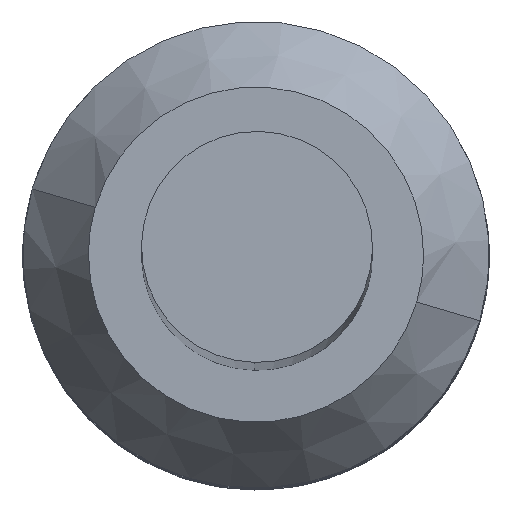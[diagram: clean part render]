
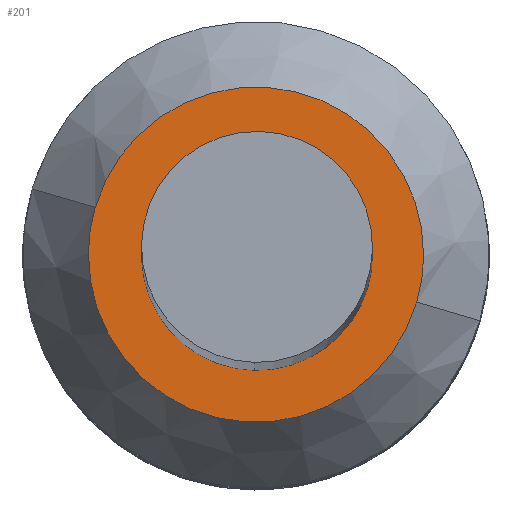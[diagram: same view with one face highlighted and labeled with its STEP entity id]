
A CAD part, top view. The second image highlights one B-rep face of the part: STEP entity #201.
In plain terms, the highlighted planar face has unit normal (0, 0, 1).
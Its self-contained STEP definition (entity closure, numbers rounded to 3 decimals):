
#78=AXIS2_PLACEMENT_3D('Circle Axis2P3D',#76,#77,$) ;
#118=AXIS2_PLACEMENT_3D('Circle Axis2P3D',#116,#117,$) ;
#133=AXIS2_PLACEMENT_3D('Plane Axis2P3D',#130,#131,#132) ;
#73=CARTESIAN_POINT('Vertex',(5.111,2.598,33.7)) ;
#76=CARTESIAN_POINT('Axis2P3D Location',(5.173,5.147,33.7)) ;
#80=CARTESIAN_POINT('Vertex',(7.619,4.427,33.7)) ;
#84=CARTESIAN_POINT('Control Point',(5.234,7.696,33.7)) ;
#85=CARTESIAN_POINT('Control Point',(6.169,7.674,33.7)) ;
#86=CARTESIAN_POINT('Control Point',(7.095,7.225,33.7)) ;
#87=CARTESIAN_POINT('Control Point',(7.738,6.343,33.7)) ;
#88=CARTESIAN_POINT('Control Point',(7.883,5.324,33.7)) ;
#89=CARTESIAN_POINT('Control Point',(7.619,4.427,33.7)) ;
#90=CARTESIAN_POINT('Vertex',(5.234,7.696,33.7)) ;
#108=CARTESIAN_POINT('Control Point',(2.726,5.866,33.7)) ;
#109=CARTESIAN_POINT('Control Point',(2.962,6.667,33.7)) ;
#110=CARTESIAN_POINT('Control Point',(3.551,7.369,33.7)) ;
#111=CARTESIAN_POINT('Control Point',(4.4,7.716,33.7)) ;
#112=CARTESIAN_POINT('Control Point',(5.234,7.696,33.7)) ;
#113=CARTESIAN_POINT('Vertex',(2.726,5.866,33.7)) ;
#116=CARTESIAN_POINT('Axis2P3D Location',(5.173,5.147,33.7)) ;
#130=CARTESIAN_POINT('Axis2P3D Location',(4.106,1.6,33.7)) ;
#136=CARTESIAN_POINT('Control Point',(8.7,4.105,33.7)) ;
#137=CARTESIAN_POINT('Control Point',(8.593,3.744,33.7)) ;
#138=CARTESIAN_POINT('Control Point',(8.441,3.396,33.7)) ;
#139=CARTESIAN_POINT('Control Point',(8.245,3.069,33.7)) ;
#140=CARTESIAN_POINT('Control Point',(7.774,2.473,33.7)) ;
#141=CARTESIAN_POINT('Control Point',(7.168,2.014,33.7)) ;
#142=CARTESIAN_POINT('Control Point',(6.837,1.824,33.7)) ;
#143=CARTESIAN_POINT('Control Point',(6.135,1.533,33.7)) ;
#144=CARTESIAN_POINT('Control Point',(5.383,1.428,33.7)) ;
#145=CARTESIAN_POINT('Control Point',(5.002,1.423,33.7)) ;
#146=CARTESIAN_POINT('Control Point',(4.247,1.512,33.7)) ;
#147=CARTESIAN_POINT('Control Point',(3.538,1.787,33.7)) ;
#148=CARTESIAN_POINT('Control Point',(3.204,1.969,33.7)) ;
#149=CARTESIAN_POINT('Control Point',(2.588,2.414,33.7)) ;
#150=CARTESIAN_POINT('Control Point',(2.103,3.,33.7)) ;
#151=CARTESIAN_POINT('Control Point',(1.9,3.322,33.7)) ;
#152=CARTESIAN_POINT('Control Point',(1.579,4.011,33.7)) ;
#153=CARTESIAN_POINT('Control Point',(1.442,4.758,33.7)) ;
#154=CARTESIAN_POINT('Control Point',(1.421,5.139,33.7)) ;
#155=CARTESIAN_POINT('Control Point',(1.454,5.581,33.7)) ;
#156=CARTESIAN_POINT('Control Point',(1.551,6.011,33.7)) ;
#157=CARTESIAN_POINT('Control Point',(1.566,6.072,33.7)) ;
#158=CARTESIAN_POINT('Control Point',(1.583,6.133,33.7)) ;
#159=CARTESIAN_POINT('Control Point',(1.6,6.193,33.7)) ;
#160=CARTESIAN_POINT('Vertex',(8.7,4.105,33.7)) ;
#162=CARTESIAN_POINT('Vertex',(1.6,6.193,33.7)) ;
#166=CARTESIAN_POINT('Control Point',(1.6,6.193,33.7)) ;
#167=CARTESIAN_POINT('Control Point',(1.707,6.555,33.7)) ;
#168=CARTESIAN_POINT('Control Point',(1.859,6.903,33.7)) ;
#169=CARTESIAN_POINT('Control Point',(2.055,7.23,33.7)) ;
#170=CARTESIAN_POINT('Control Point',(2.526,7.826,33.7)) ;
#171=CARTESIAN_POINT('Control Point',(3.132,8.285,33.7)) ;
#172=CARTESIAN_POINT('Control Point',(3.463,8.475,33.7)) ;
#173=CARTESIAN_POINT('Control Point',(4.165,8.766,33.7)) ;
#174=CARTESIAN_POINT('Control Point',(4.917,8.871,33.7)) ;
#175=CARTESIAN_POINT('Control Point',(5.298,8.875,33.7)) ;
#176=CARTESIAN_POINT('Control Point',(6.053,8.787,33.7)) ;
#177=CARTESIAN_POINT('Control Point',(6.762,8.512,33.7)) ;
#178=CARTESIAN_POINT('Control Point',(7.096,8.33,33.7)) ;
#179=CARTESIAN_POINT('Control Point',(7.712,7.885,33.7)) ;
#180=CARTESIAN_POINT('Control Point',(8.197,7.299,33.7)) ;
#181=CARTESIAN_POINT('Control Point',(8.4,6.977,33.7)) ;
#182=CARTESIAN_POINT('Control Point',(8.721,6.288,33.7)) ;
#183=CARTESIAN_POINT('Control Point',(8.858,5.541,33.7)) ;
#184=CARTESIAN_POINT('Control Point',(8.879,5.16,33.7)) ;
#185=CARTESIAN_POINT('Control Point',(8.846,4.718,33.7)) ;
#186=CARTESIAN_POINT('Control Point',(8.749,4.288,33.7)) ;
#187=CARTESIAN_POINT('Control Point',(8.734,4.227,33.7)) ;
#188=CARTESIAN_POINT('Control Point',(8.717,4.166,33.7)) ;
#189=CARTESIAN_POINT('Control Point',(8.7,4.105,33.7)) ;
#77=DIRECTION('Axis2P3D Direction',(0.,0.,1.)) ;
#117=DIRECTION('Axis2P3D Direction',(0.,0.,1.)) ;
#131=DIRECTION('Axis2P3D Direction',(0.,0.,1.)) ;
#132=DIRECTION('Axis2P3D XDirection',(0.959,-0.282,0.)) ;
#192=ORIENTED_EDGE('',*,*,#164,.F.) ;
#193=ORIENTED_EDGE('',*,*,#190,.F.) ;
#196=ORIENTED_EDGE('',*,*,#82,.T.) ;
#197=ORIENTED_EDGE('',*,*,#120,.T.) ;
#198=ORIENTED_EDGE('',*,*,#115,.T.) ;
#199=ORIENTED_EDGE('',*,*,#92,.T.) ;
#200=FACE_BOUND('',#195,.T.) ;
#201=ADVANCED_FACE('Hauptkoerper',(#194,#200),#134,.T.) ;
#83=B_SPLINE_CURVE_WITH_KNOTS('',5,(#84,#85,#86,#87,#88,#89),.UNSPECIFIED.,.F.,.U.,(6,6),(-2.337,2.337),.UNSPECIFIED.) ;
#107=B_SPLINE_CURVE_WITH_KNOTS('',4,(#108,#109,#110,#111,#112),.UNSPECIFIED.,.F.,.U.,(5,5),(-1.669,1.669),.UNSPECIFIED.) ;
#135=B_SPLINE_CURVE_WITH_KNOTS('',5,(#136,#137,#138,#139,#140,#141,#142,#143,#144,#145,#146,#147,#148,#149,#150,#151,#152,#153,#154,#155,#156,#157,#158,#159),.UNSPECIFIED.,.F.,.U.,(6,3,3,3,3,3,3,6),(0.,2.665,5.331,7.996,10.661,13.327,15.992,16.438),.UNSPECIFIED.) ;
#165=B_SPLINE_CURVE_WITH_KNOTS('',5,(#166,#167,#168,#169,#170,#171,#172,#173,#174,#175,#176,#177,#178,#179,#180,#181,#182,#183,#184,#185,#186,#187,#188,#189),.UNSPECIFIED.,.F.,.U.,(6,3,3,3,3,3,3,6),(0.,2.665,5.331,7.996,10.661,13.327,15.992,16.438),.UNSPECIFIED.) ;
#79=CIRCLE('generated circle',#78,2.55) ;
#119=CIRCLE('generated circle',#118,2.55) ;
#82=EDGE_CURVE('',#81,#74,#79,.F.) ;
#92=EDGE_CURVE('',#91,#81,#83,.T.) ;
#115=EDGE_CURVE('',#114,#91,#107,.T.) ;
#120=EDGE_CURVE('',#74,#114,#119,.F.) ;
#164=EDGE_CURVE('',#161,#163,#135,.T.) ;
#190=EDGE_CURVE('',#163,#161,#165,.T.) ;
#191=EDGE_LOOP('',(#192,#193)) ;
#195=EDGE_LOOP('',(#196,#197,#198,#199)) ;
#194=FACE_OUTER_BOUND('',#191,.T.) ;
#134=PLANE('',#133) ;
#74=VERTEX_POINT('',#73) ;
#81=VERTEX_POINT('',#80) ;
#91=VERTEX_POINT('',#90) ;
#114=VERTEX_POINT('',#113) ;
#161=VERTEX_POINT('',#160) ;
#163=VERTEX_POINT('',#162) ;
